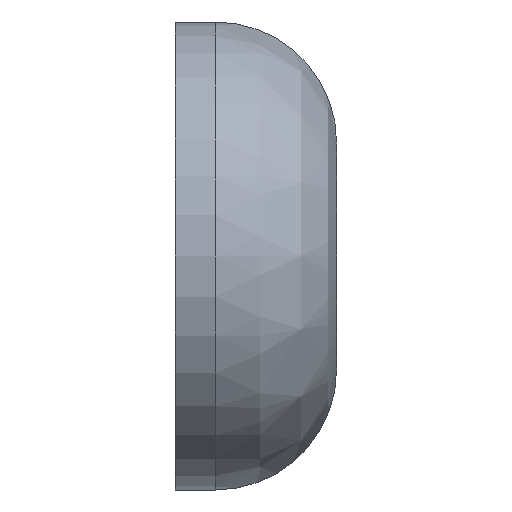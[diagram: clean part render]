
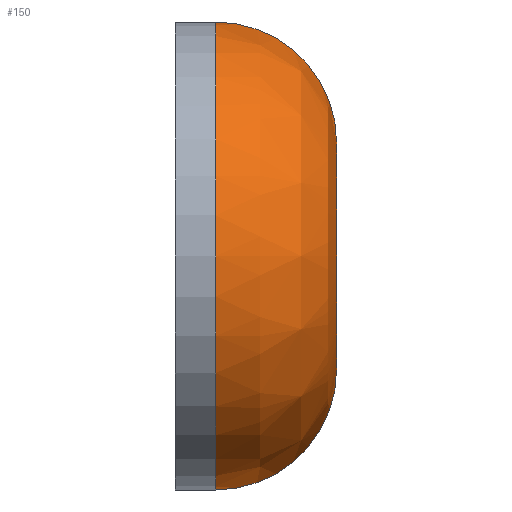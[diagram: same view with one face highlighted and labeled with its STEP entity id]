
A CAD part, left-side view. The second image highlights one B-rep face of the part: STEP entity #150.
In plain terms, the highlighted free-form (B-spline) face has degree [2, 2] with [3, 5] control points.
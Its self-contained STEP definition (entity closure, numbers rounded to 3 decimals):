
#20=(
BOUNDED_SURFACE()
B_SPLINE_SURFACE(2,2,((#273,#274,#275,#276,#277),(#278,#279,#280,#281,#282),
(#283,#284,#285,#286,#287)),.UNSPECIFIED.,.F.,.F.,.F.)
B_SPLINE_SURFACE_WITH_KNOTS((3,3),(3,2,3),(0.,1.571),(-3.142,
-1.571,0.),.UNSPECIFIED.)
GEOMETRIC_REPRESENTATION_ITEM()
RATIONAL_B_SPLINE_SURFACE(((1.,0.707,1.,0.707,1.),
(0.707,0.5,0.707,0.5,0.707),(1.,0.707,
1.,0.707,1.)))
REPRESENTATION_ITEM('')
SURFACE()
);
#24=FACE_OUTER_BOUND('',#34,.T.);
#34=EDGE_LOOP('',(#115,#116,#117,#118));
#61=CIRCLE('',#172,1.5);
#66=CIRCLE('',#178,1.5);
#67=CIRCLE('',#179,1.4);
#68=CIRCLE('',#180,2.9);
#71=VERTEX_POINT('',#239);
#72=VERTEX_POINT('',#240);
#77=VERTEX_POINT('',#268);
#78=VERTEX_POINT('',#269);
#83=EDGE_CURVE('',#71,#72,#61,.T.);
#90=EDGE_CURVE('',#77,#78,#66,.T.);
#93=EDGE_CURVE('',#71,#78,#67,.T.);
#94=EDGE_CURVE('',#77,#72,#68,.T.);
#115=ORIENTED_EDGE('',*,*,#83,.F.);
#116=ORIENTED_EDGE('',*,*,#93,.T.);
#117=ORIENTED_EDGE('',*,*,#90,.F.);
#118=ORIENTED_EDGE('',*,*,#94,.T.);
#150=ADVANCED_FACE('',(#24),#20,.F.);
#172=AXIS2_PLACEMENT_3D('',#241,#193,#194);
#178=AXIS2_PLACEMENT_3D('',#270,#207,#208);
#179=AXIS2_PLACEMENT_3D('',#288,#211,#212);
#180=AXIS2_PLACEMENT_3D('',#289,#213,#214);
#193=DIRECTION('center_axis',(1.,0.,0.));
#194=DIRECTION('ref_axis',(0.,-1.,0.));
#207=DIRECTION('center_axis',(1.,0.,0.));
#208=DIRECTION('ref_axis',(0.,0.,1.));
#211=DIRECTION('center_axis',(0.,1.,0.));
#212=DIRECTION('ref_axis',(-1.,0.,0.));
#213=DIRECTION('center_axis',(0.,-1.,0.));
#214=DIRECTION('ref_axis',(-1.,0.,0.));
#239=CARTESIAN_POINT('',(-18.,-2.,-1.4));
#240=CARTESIAN_POINT('',(-18.,-0.5,-2.9));
#241=CARTESIAN_POINT('Origin',(-18.,-0.5,-1.4));
#268=CARTESIAN_POINT('',(-18.,-0.5,2.9));
#269=CARTESIAN_POINT('',(-18.,-2.,1.4));
#270=CARTESIAN_POINT('Origin',(-18.,-0.5,1.4));
#273=CARTESIAN_POINT('Ctrl Pts',(-18.,-0.5,2.9));
#274=CARTESIAN_POINT('Ctrl Pts',(-20.9,-0.5,2.9));
#275=CARTESIAN_POINT('Ctrl Pts',(-20.9,-0.5,0.));
#276=CARTESIAN_POINT('Ctrl Pts',(-20.9,-0.5,-2.9));
#277=CARTESIAN_POINT('Ctrl Pts',(-18.,-0.5,-2.9));
#278=CARTESIAN_POINT('Ctrl Pts',(-18.,-2.,2.9));
#279=CARTESIAN_POINT('Ctrl Pts',(-20.9,-2.,2.9));
#280=CARTESIAN_POINT('Ctrl Pts',(-20.9,-2.,0.));
#281=CARTESIAN_POINT('Ctrl Pts',(-20.9,-2.,-2.9));
#282=CARTESIAN_POINT('Ctrl Pts',(-18.,-2.,-2.9));
#283=CARTESIAN_POINT('Ctrl Pts',(-18.,-2.,1.4));
#284=CARTESIAN_POINT('Ctrl Pts',(-19.4,-2.,1.4));
#285=CARTESIAN_POINT('Ctrl Pts',(-19.4,-2.,0.));
#286=CARTESIAN_POINT('Ctrl Pts',(-19.4,-2.,-1.4));
#287=CARTESIAN_POINT('Ctrl Pts',(-18.,-2.,-1.4));
#288=CARTESIAN_POINT('Origin',(-18.,-2.,0.));
#289=CARTESIAN_POINT('Origin',(-18.,-0.5,0.));
